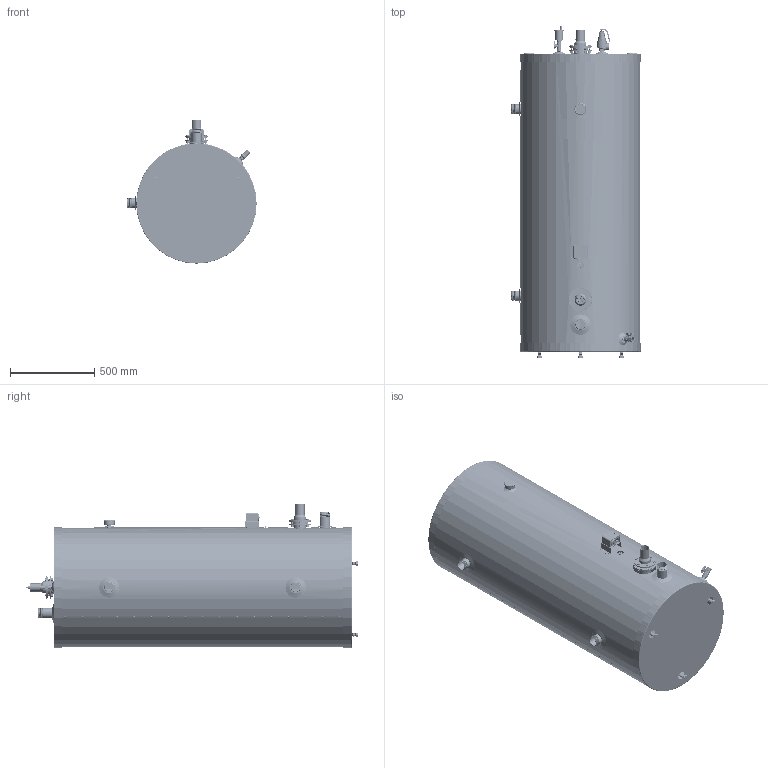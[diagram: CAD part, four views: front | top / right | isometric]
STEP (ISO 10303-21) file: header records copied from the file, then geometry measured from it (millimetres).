
FILE_DESCRIPTION (( 'STEP AP214' ), '1' );
FILE_NAME ('TURBOMAX 120-9.STEP', '2023-02-14T18:35:47', ( '' ), ( '' ), 'SwSTEP 2.0', 'SolidWorks 2023', '' );
FILE_SCHEMA (( 'AUTOMOTIVE_DESIGN' ));
Length unit declared in the file: inch
Products named in the file (1): TURBOMAX 120-9
Bounding box: 765.87 x 1966.94 x 848.49 mm (x, y, z)
Volume: 6326226 mm3; surface area: 11361921 mm2
Topology: 127 solids, 127 shells, 5850 faces, 14085 edges, 8577 vertices
Faces by surface type: cone 2230, cylinder 1686, plane 925, torus 510, bspline 388, sphere 111
Entity records: 340339 total; most frequent: CARTESIAN_POINT 126159, DIRECTION 29967, ORIENTED_EDGE 28050, EDGE_CURVE 14025, AXIS2_PLACEMENT_3D 12618, VERTEX_POINT 8577, CIRCLE 7155, EDGE_LOOP 6436
